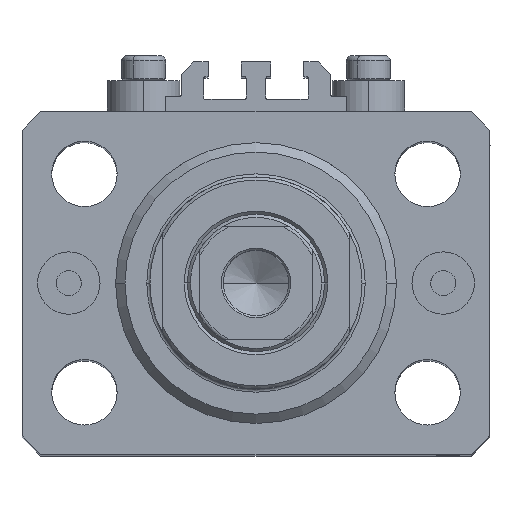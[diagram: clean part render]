
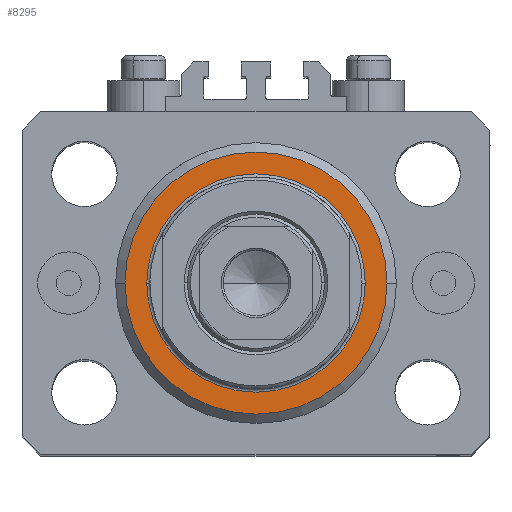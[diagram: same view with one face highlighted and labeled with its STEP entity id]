
A CAD part, top view. The second image highlights one B-rep face of the part: STEP entity #8295.
In plain terms, the highlighted face is planar.
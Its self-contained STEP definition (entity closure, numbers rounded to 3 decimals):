
#2106 = AXIS2_PLACEMENT_3D ( 'NONE', #25020, #38870, #20745 ) ;
#2287 = VERTEX_POINT ( 'NONE', #43647 ) ;
#2595 = CARTESIAN_POINT ( 'NONE',  ( -17.5, 0., 0. ) ) ;
#2887 = EDGE_LOOP ( 'NONE', ( #37158, #18671 ) ) ;
#3007 = ORIENTED_EDGE ( 'NONE', *, *, #8051, .T. ) ;
#5082 = CARTESIAN_POINT ( 'NONE',  ( 17.5, 0., 0. ) ) ;
#5313 = CARTESIAN_POINT ( 'NONE',  ( 21., 0., 0. ) ) ;
#7467 = CIRCLE ( 'NONE', #41767, 21. ) ;
#8051 = EDGE_CURVE ( 'NONE', #32656, #36526, #13528, .T. ) ;
#8295 = ADVANCED_FACE ( 'NONE', ( #31194, #16185 ), #24024, .F. ) ;
#9576 = EDGE_CURVE ( 'NONE', #43485, #2287, #7467, .T. ) ;
#11453 = DIRECTION ( 'NONE',  ( 0., 0., -1. ) ) ;
#12366 = AXIS2_PLACEMENT_3D ( 'NONE', #47033, #11453, #14813 ) ;
#12834 = DIRECTION ( 'NONE',  ( 1., 0., 0. ) ) ;
#13528 = CIRCLE ( 'NONE', #2106, 17.5 ) ;
#14813 = DIRECTION ( 'NONE',  ( 1., 0., 0. ) ) ;
#16185 = FACE_OUTER_BOUND ( 'NONE', #2887, .T. ) ;
#18671 = ORIENTED_EDGE ( 'NONE', *, *, #23473, .T. ) ;
#20002 = CARTESIAN_POINT ( 'NONE',  ( 0., 0., 0. ) ) ;
#20346 = CARTESIAN_POINT ( 'NONE',  ( 0., 0., 0. ) ) ;
#20745 = DIRECTION ( 'NONE',  ( 1., 0., 0. ) ) ;
#20768 = CIRCLE ( 'NONE', #27622, 17.5 ) ;
#22983 = DIRECTION ( 'NONE',  ( 1., 0., 0. ) ) ;
#23223 = DIRECTION ( 'NONE',  ( 0., 0., -1. ) ) ;
#23473 = EDGE_CURVE ( 'NONE', #2287, #43485, #30623, .T. ) ;
#23915 = DIRECTION ( 'NONE',  ( 1., 0., 0. ) ) ;
#24024 = PLANE ( 'NONE',  #32603 ) ;
#24627 = EDGE_CURVE ( 'NONE', #36526, #32656, #20768, .T. ) ;
#25020 = CARTESIAN_POINT ( 'NONE',  ( 0., 0., 0. ) ) ;
#27622 = AXIS2_PLACEMENT_3D ( 'NONE', #20346, #27971, #23915 ) ;
#27971 = DIRECTION ( 'NONE',  ( 0., 0., 1. ) ) ;
#30623 = CIRCLE ( 'NONE', #12366, 21. ) ;
#31194 = FACE_BOUND ( 'NONE', #38779, .T. ) ;
#32603 = AXIS2_PLACEMENT_3D ( 'NONE', #20002, #45757, #12834 ) ;
#32656 = VERTEX_POINT ( 'NONE', #2595 ) ;
#36526 = VERTEX_POINT ( 'NONE', #5082 ) ;
#37158 = ORIENTED_EDGE ( 'NONE', *, *, #9576, .T. ) ;
#37296 = CARTESIAN_POINT ( 'NONE',  ( 0., 0., 0. ) ) ;
#38779 = EDGE_LOOP ( 'NONE', ( #39981, #3007 ) ) ;
#38870 = DIRECTION ( 'NONE',  ( 0., 0., 1. ) ) ;
#39981 = ORIENTED_EDGE ( 'NONE', *, *, #24627, .T. ) ;
#41767 = AXIS2_PLACEMENT_3D ( 'NONE', #37296, #23223, #22983 ) ;
#43485 = VERTEX_POINT ( 'NONE', #5313 ) ;
#43647 = CARTESIAN_POINT ( 'NONE',  ( -21., 0., 0. ) ) ;
#45757 = DIRECTION ( 'NONE',  ( 0., 0., 1. ) ) ;
#47033 = CARTESIAN_POINT ( 'NONE',  ( 0., 0., 0. ) ) ;
